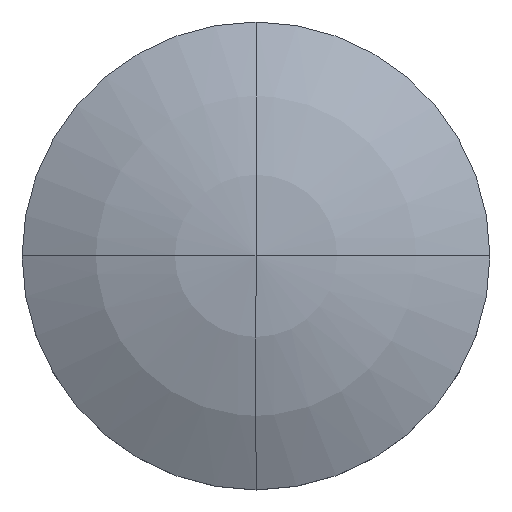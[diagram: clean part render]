
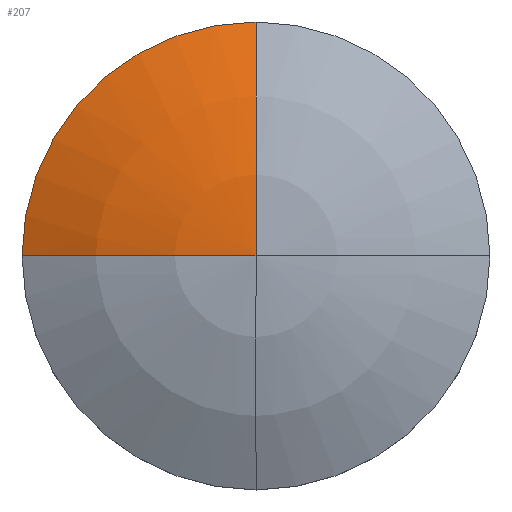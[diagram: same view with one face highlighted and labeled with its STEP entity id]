
A CAD part, top view. The second image highlights one B-rep face of the part: STEP entity #207.
In plain terms, the highlighted spherical face has radius 3.86 mm.
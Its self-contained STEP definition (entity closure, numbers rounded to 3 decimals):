
#62=AXIS2_PLACEMENT_3D('Circle Axis2P3D',#60,#61,$) ;
#188=AXIS2_PLACEMENT_3D('Sphere Axis2P3D',#185,#186,#187) ;
#192=AXIS2_PLACEMENT_3D('Circle Axis2P3D',#190,#191,$) ;
#199=AXIS2_PLACEMENT_3D('Circle Axis2P3D',#197,#198,$) ;
#57=CARTESIAN_POINT('Vertex',(0.,1.9,17.)) ;
#60=CARTESIAN_POINT('Axis2P3D Location',(1.9,1.9,17.)) ;
#64=CARTESIAN_POINT('Vertex',(1.9,3.8,17.)) ;
#185=CARTESIAN_POINT('Axis2P3D Location',(1.9,1.9,13.64)) ;
#190=CARTESIAN_POINT('Axis2P3D Location',(1.9,1.9,13.64)) ;
#194=CARTESIAN_POINT('Vertex',(1.9,1.9,17.5)) ;
#197=CARTESIAN_POINT('Axis2P3D Location',(1.9,1.9,13.64)) ;
#61=DIRECTION('Axis2P3D Direction',(0.,0.,-1.)) ;
#186=DIRECTION('Axis2P3D Direction',(0.,-0.,1.)) ;
#187=DIRECTION('Axis2P3D XDirection',(0.,1.,0.)) ;
#191=DIRECTION('Axis2P3D Direction',(0.,1.,-0.)) ;
#198=DIRECTION('Axis2P3D Direction',(1.,0.,0.)) ;
#203=ORIENTED_EDGE('',*,*,#196,.T.) ;
#204=ORIENTED_EDGE('',*,*,#201,.T.) ;
#205=ORIENTED_EDGE('',*,*,#66,.F.) ;
#207=ADVANCED_FACE('CABTITE BP 2MM PA',(#206),#189,.T.) ;
#63=CIRCLE('generated circle',#62,1.9) ;
#193=CIRCLE('generated circle',#192,3.86) ;
#200=CIRCLE('generated circle',#199,3.86) ;
#66=EDGE_CURVE('',#58,#65,#63,.T.) ;
#196=EDGE_CURVE('',#58,#195,#193,.T.) ;
#201=EDGE_CURVE('',#195,#65,#200,.F.) ;
#202=EDGE_LOOP('',(#203,#204,#205)) ;
#206=FACE_OUTER_BOUND('',#202,.T.) ;
#189=SPHERICAL_SURFACE('',#188,3.86) ;
#58=VERTEX_POINT('',#57) ;
#65=VERTEX_POINT('',#64) ;
#195=VERTEX_POINT('',#194) ;
